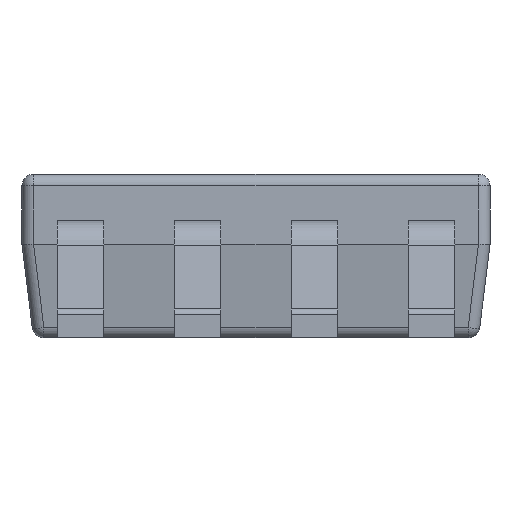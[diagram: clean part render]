
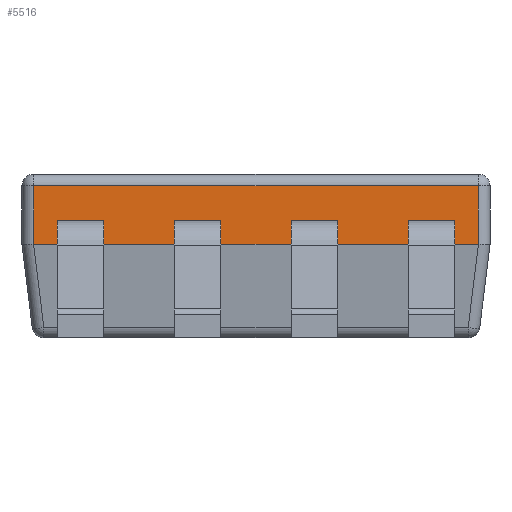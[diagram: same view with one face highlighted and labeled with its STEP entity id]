
A CAD part, front view. The second image highlights one B-rep face of the part: STEP entity #5516.
In plain terms, the highlighted planar face has unit normal (0, -1, 0).
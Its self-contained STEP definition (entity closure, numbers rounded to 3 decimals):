
#387 = CARTESIAN_POINT ( 'NONE',  ( 0.05, 0., 0.65 ) ) ;
#388 = DIRECTION ( 'NONE',  ( -1., 0., 0. ) ) ;
#389 = VECTOR ( 'NONE', #388, 1000. ) ;
#390 = CARTESIAN_POINT ( 'NONE',  ( 0., 0., 0.65 ) ) ;
#391 = LINE ( 'NONE', #390, #389 ) ;
#392 = CARTESIAN_POINT ( 'NONE',  ( 1.95, 0., 0.65 ) ) ;
#393 = DIRECTION ( 'NONE',  ( 0., 0., 1. ) ) ;
#394 = VECTOR ( 'NONE', #393, 1000. ) ;
#395 = CARTESIAN_POINT ( 'NONE',  ( 1.95, 0., 0.7 ) ) ;
#396 = LINE ( 'NONE', #395, #394 ) ;
#397 = CARTESIAN_POINT ( 'NONE',  ( 1.95, 0., 0.4 ) ) ;
#398 = CARTESIAN_POINT ( 'NONE',  ( 0.05, 0., 0.4 ) ) ;
#399 = DIRECTION ( 'NONE',  ( 1., 0., 0. ) ) ;
#400 = VECTOR ( 'NONE', #399, 1000. ) ;
#401 = CARTESIAN_POINT ( 'NONE',  ( 2., 0., 0.4 ) ) ;
#402 = LINE ( 'NONE', #401, #400 ) ;
#403 = DIRECTION ( 'NONE',  ( 0., 0., 1. ) ) ;
#404 = DIRECTION ( 'NONE',  ( 0., 1., 0. ) ) ;
#405 = AXIS2_PLACEMENT_3D ( 'NONE', #406, #404, #403 ) ;
#406 = CARTESIAN_POINT ( 'NONE',  ( 0., 0., 0.7 ) ) ;
#407 = PLANE ( 'NONE',  #405 ) ;
#408 = FACE_OUTER_BOUND ( 'NONE', #5517, .T. ) ;
#512 = DIRECTION ( 'NONE',  ( 0., 0., -1. ) ) ;
#513 = VECTOR ( 'NONE', #512, 1000. ) ;
#514 = CARTESIAN_POINT ( 'NONE',  ( 0.05, 0., 0.7 ) ) ;
#515 = LINE ( 'NONE', #514, #513 ) ;
#5516 = ADVANCED_FACE ( 'NONE', ( #408 ), #407, .F. ) ;
#5517 = EDGE_LOOP ( 'NONE', ( #5518, #5522, #5525, #5528 ) ) ;
#5518 = ORIENTED_EDGE ( 'NONE', *, *, #5519, .T. ) ;
#5519 = EDGE_CURVE ( 'NONE', #5520, #5521, #402, .T. ) ;
#5520 = VERTEX_POINT ( 'NONE', #398 ) ;
#5521 = VERTEX_POINT ( 'NONE', #397 ) ;
#5522 = ORIENTED_EDGE ( 'NONE', *, *, #5523, .T. ) ;
#5523 = EDGE_CURVE ( 'NONE', #5521, #5524, #396, .T. ) ;
#5524 = VERTEX_POINT ( 'NONE', #392 ) ;
#5525 = ORIENTED_EDGE ( 'NONE', *, *, #5526, .T. ) ;
#5526 = EDGE_CURVE ( 'NONE', #5524, #5527, #391, .T. ) ;
#5527 = VERTEX_POINT ( 'NONE', #387 ) ;
#5528 = ORIENTED_EDGE ( 'NONE', *, *, #5569, .T. ) ;
#5569 = EDGE_CURVE ( 'NONE', #5527, #5520, #515, .T. ) ;
